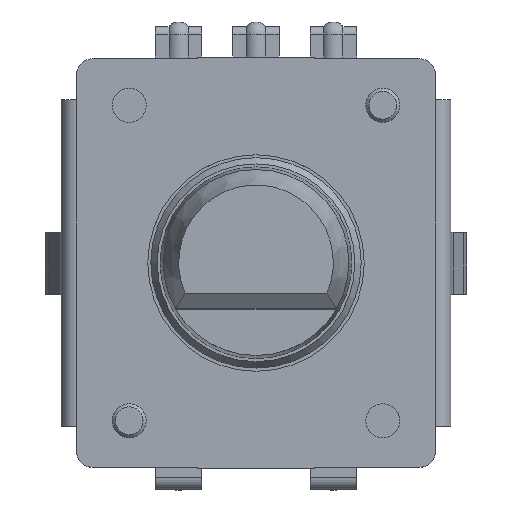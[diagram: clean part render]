
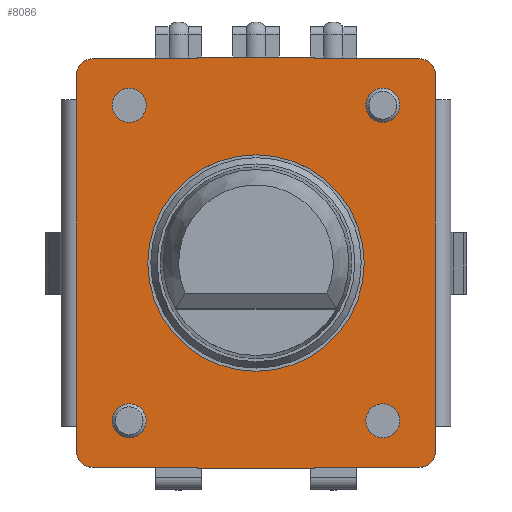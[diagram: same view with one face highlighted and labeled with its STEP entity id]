
A CAD part, top view. The second image highlights one B-rep face of the part: STEP entity #8086.
In plain terms, the highlighted planar face has unit normal (0, 0, 1).
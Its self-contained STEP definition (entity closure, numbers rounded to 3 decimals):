
#392=CIRCLE('',#10385,3.5);
#393=CIRCLE('',#10386,0.55);
#394=CIRCLE('',#10387,0.55);
#395=CIRCLE('',#10388,0.55);
#396=CIRCLE('',#10389,0.55);
#397=CIRCLE('',#10390,0.5);
#398=CIRCLE('',#10391,0.5);
#399=CIRCLE('',#10392,0.5);
#400=CIRCLE('',#10393,0.5);
#1726=ORIENTED_EDGE('',*,*,#3658,.F.);
#1727=ORIENTED_EDGE('',*,*,#3659,.T.);
#1728=ORIENTED_EDGE('',*,*,#3660,.T.);
#1729=ORIENTED_EDGE('',*,*,#3661,.T.);
#1730=ORIENTED_EDGE('',*,*,#3662,.T.);
#1731=ORIENTED_EDGE('',*,*,#3635,.T.);
#1732=ORIENTED_EDGE('',*,*,#3663,.T.);
#1733=ORIENTED_EDGE('',*,*,#3638,.T.);
#1734=ORIENTED_EDGE('',*,*,#3664,.T.);
#1735=ORIENTED_EDGE('',*,*,#3665,.T.);
#1736=ORIENTED_EDGE('',*,*,#3666,.T.);
#1737=ORIENTED_EDGE('',*,*,#3476,.T.);
#1738=ORIENTED_EDGE('',*,*,#3667,.T.);
#1739=ORIENTED_EDGE('',*,*,#3619,.T.);
#1740=ORIENTED_EDGE('',*,*,#3668,.T.);
#1741=ORIENTED_EDGE('',*,*,#3627,.T.);
#1742=ORIENTED_EDGE('',*,*,#3669,.T.);
#1743=ORIENTED_EDGE('',*,*,#3470,.T.);
#1744=ORIENTED_EDGE('',*,*,#3670,.T.);
#1745=ORIENTED_EDGE('',*,*,#3671,.T.);
#1746=ORIENTED_EDGE('',*,*,#3672,.T.);
#1747=ORIENTED_EDGE('',*,*,#3632,.T.);
#1748=ORIENTED_EDGE('',*,*,#3673,.T.);
#1749=ORIENTED_EDGE('',*,*,#3622,.T.);
#1750=ORIENTED_EDGE('',*,*,#3674,.T.);
#3470=EDGE_CURVE('',#4530,#4529,#5334,.T.);
#3476=EDGE_CURVE('',#4533,#4535,#5340,.T.);
#3619=EDGE_CURVE('',#4648,#4646,#5435,.T.);
#3622=EDGE_CURVE('',#4650,#4644,#5438,.T.);
#3627=EDGE_CURVE('',#4655,#4654,#5443,.T.);
#3632=EDGE_CURVE('',#4657,#4659,#5448,.T.);
#3635=EDGE_CURVE('',#4663,#4662,#5451,.T.);
#3638=EDGE_CURVE('',#4666,#4665,#5454,.T.);
#3658=EDGE_CURVE('',#4677,#4677,#392,.T.);
#3659=EDGE_CURVE('',#4678,#4678,#393,.T.);
#3660=EDGE_CURVE('',#4679,#4679,#394,.T.);
#3661=EDGE_CURVE('',#4680,#4680,#395,.T.);
#3662=EDGE_CURVE('',#4681,#4681,#396,.T.);
#3663=EDGE_CURVE('',#4662,#4666,#397,.T.);
#3664=EDGE_CURVE('',#4665,#4682,#5465,.T.);
#3665=EDGE_CURVE('',#4682,#4683,#5466,.T.);
#3666=EDGE_CURVE('',#4683,#4533,#5467,.T.);
#3667=EDGE_CURVE('',#4535,#4648,#398,.T.);
#3668=EDGE_CURVE('',#4646,#4655,#5468,.T.);
#3669=EDGE_CURVE('',#4654,#4530,#399,.T.);
#3670=EDGE_CURVE('',#4529,#4684,#5469,.T.);
#3671=EDGE_CURVE('',#4684,#4685,#5470,.T.);
#3672=EDGE_CURVE('',#4685,#4657,#5471,.T.);
#3673=EDGE_CURVE('',#4659,#4650,#400,.T.);
#3674=EDGE_CURVE('',#4644,#4663,#5472,.T.);
#4529=VERTEX_POINT('',#14294);
#4530=VERTEX_POINT('',#14296);
#4533=VERTEX_POINT('',#14303);
#4535=VERTEX_POINT('',#14307);
#4644=VERTEX_POINT('',#14573);
#4646=VERTEX_POINT('',#14579);
#4648=VERTEX_POINT('',#14585);
#4650=VERTEX_POINT('',#14591);
#4654=VERTEX_POINT('',#14600);
#4655=VERTEX_POINT('',#14602);
#4657=VERTEX_POINT('',#14607);
#4659=VERTEX_POINT('',#14611);
#4662=VERTEX_POINT('',#14618);
#4663=VERTEX_POINT('',#14620);
#4665=VERTEX_POINT('',#14625);
#4666=VERTEX_POINT('',#14627);
#4677=VERTEX_POINT('',#14660);
#4678=VERTEX_POINT('',#14662);
#4679=VERTEX_POINT('',#14664);
#4680=VERTEX_POINT('',#14666);
#4681=VERTEX_POINT('',#14668);
#4682=VERTEX_POINT('',#14671);
#4683=VERTEX_POINT('',#14673);
#4684=VERTEX_POINT('',#14679);
#4685=VERTEX_POINT('',#14681);
#5334=LINE('',#14295,#6156);
#5340=LINE('',#14308,#6162);
#5435=LINE('',#14584,#6257);
#5438=LINE('',#14590,#6260);
#5443=LINE('',#14601,#6265);
#5448=LINE('',#14612,#6270);
#5451=LINE('',#14619,#6273);
#5454=LINE('',#14626,#6276);
#5465=LINE('',#14670,#6287);
#5466=LINE('',#14672,#6288);
#5467=LINE('',#14674,#6289);
#5468=LINE('',#14676,#6290);
#5469=LINE('',#14678,#6291);
#5470=LINE('',#14680,#6292);
#5471=LINE('',#14682,#6293);
#5472=LINE('',#14684,#6294);
#6156=VECTOR('',#11536,1000.);
#6162=VECTOR('',#11544,1000.);
#6257=VECTOR('',#11777,1000.);
#6260=VECTOR('',#11782,1000.);
#6265=VECTOR('',#11789,1000.);
#6270=VECTOR('',#11796,1000.);
#6273=VECTOR('',#11801,1000.);
#6276=VECTOR('',#11806,1000.);
#6287=VECTOR('',#11851,1000.);
#6288=VECTOR('',#11852,1000.);
#6289=VECTOR('',#11853,1000.);
#6290=VECTOR('',#11856,1000.);
#6291=VECTOR('',#11859,1000.);
#6292=VECTOR('',#11860,1000.);
#6293=VECTOR('',#11861,1000.);
#6294=VECTOR('',#11864,1000.);
#6794=EDGE_LOOP('',(#1726));
#6795=EDGE_LOOP('',(#1727));
#6796=EDGE_LOOP('',(#1728));
#6797=EDGE_LOOP('',(#1729));
#6798=EDGE_LOOP('',(#1730));
#6799=EDGE_LOOP('',(#1731,#1732,#1733,#1734,#1735,#1736,#1737,#1738,#1739,
#1740,#1741,#1742,#1743,#1744,#1745,#1746,#1747,#1748,#1749,#1750));
#7295=FACE_BOUND('',#6794,.T.);
#7296=FACE_BOUND('',#6795,.T.);
#7297=FACE_BOUND('',#6796,.T.);
#7298=FACE_BOUND('',#6797,.T.);
#7299=FACE_BOUND('',#6798,.T.);
#7300=FACE_BOUND('',#6799,.T.);
#7744=PLANE('',#10384);
#8086=ADVANCED_FACE('',(#7295,#7296,#7297,#7298,#7299,#7300),#7744,.T.);
#10384=AXIS2_PLACEMENT_3D('',#14658,#11837,#11838);
#10385=AXIS2_PLACEMENT_3D('',#14659,#11839,#11840);
#10386=AXIS2_PLACEMENT_3D('',#14661,#11841,#11842);
#10387=AXIS2_PLACEMENT_3D('',#14663,#11843,#11844);
#10388=AXIS2_PLACEMENT_3D('',#14665,#11845,#11846);
#10389=AXIS2_PLACEMENT_3D('',#14667,#11847,#11848);
#10390=AXIS2_PLACEMENT_3D('',#14669,#11849,#11850);
#10391=AXIS2_PLACEMENT_3D('',#14675,#11854,#11855);
#10392=AXIS2_PLACEMENT_3D('',#14677,#11857,#11858);
#10393=AXIS2_PLACEMENT_3D('',#14683,#11862,#11863);
#11536=DIRECTION('',(1.,0.,0.));
#11544=DIRECTION('',(-1.,0.,0.));
#11777=DIRECTION('',(0.,-1.,0.));
#11782=DIRECTION('',(0.,1.,0.));
#11789=DIRECTION('',(0.,-1.,0.));
#11796=DIRECTION('',(1.,0.,0.));
#11801=DIRECTION('',(0.,1.,0.));
#11806=DIRECTION('',(-1.,0.,0.));
#11837=DIRECTION('',(0.,0.,1.));
#11838=DIRECTION('',(1.,0.,0.));
#11839=DIRECTION('',(0.,0.,1.));
#11840=DIRECTION('',(1.,0.,0.));
#11841=DIRECTION('',(0.,0.,-1.));
#11842=DIRECTION('',(1.,0.,0.));
#11843=DIRECTION('',(0.,0.,-1.));
#11844=DIRECTION('',(1.,0.,0.));
#11845=DIRECTION('',(0.,0.,-1.));
#11846=DIRECTION('',(1.,0.,0.));
#11847=DIRECTION('',(0.,0.,-1.));
#11848=DIRECTION('',(1.,0.,0.));
#11849=DIRECTION('',(0.,0.,1.));
#11850=DIRECTION('',(1.,0.,0.));
#11851=DIRECTION('',(0.,1.,0.));
#11852=DIRECTION('',(-1.,0.,0.));
#11853=DIRECTION('',(0.,-1.,0.));
#11854=DIRECTION('',(0.,0.,1.));
#11855=DIRECTION('',(1.,0.,0.));
#11856=DIRECTION('',(0.,-1.,0.));
#11857=DIRECTION('',(0.,0.,1.));
#11858=DIRECTION('',(1.,0.,0.));
#11859=DIRECTION('',(0.,-1.,0.));
#11860=DIRECTION('',(1.,0.,0.));
#11861=DIRECTION('',(0.,1.,0.));
#11862=DIRECTION('',(0.,0.,1.));
#11863=DIRECTION('',(1.,0.,0.));
#11864=DIRECTION('',(0.,1.,0.));
#14294=CARTESIAN_POINT('',(-1.9,-6.6,0.));
#14295=CARTESIAN_POINT('',(-5.8,-6.6,0.));
#14296=CARTESIAN_POINT('',(-5.3,-6.6,0.));
#14303=CARTESIAN_POINT('',(-1.9,6.6,0.));
#14307=CARTESIAN_POINT('',(-5.3,6.6,0.));
#14308=CARTESIAN_POINT('',(5.8,6.6,0.));
#14573=CARTESIAN_POINT('',(5.8,-5.275,0.));
#14579=CARTESIAN_POINT('',(-5.8,5.275,0.));
#14584=CARTESIAN_POINT('',(-5.8,6.6,0.));
#14585=CARTESIAN_POINT('',(-5.8,6.1,0.));
#14590=CARTESIAN_POINT('',(5.8,-6.6,0.));
#14591=CARTESIAN_POINT('',(5.8,-6.1,0.));
#14600=CARTESIAN_POINT('',(-5.8,-6.1,0.));
#14601=CARTESIAN_POINT('',(-5.8,6.6,0.));
#14602=CARTESIAN_POINT('',(-5.8,-5.275,0.));
#14607=CARTESIAN_POINT('',(1.9,-6.6,0.));
#14611=CARTESIAN_POINT('',(5.3,-6.6,0.));
#14612=CARTESIAN_POINT('',(-5.8,-6.6,0.));
#14618=CARTESIAN_POINT('',(5.8,6.1,0.));
#14619=CARTESIAN_POINT('',(5.8,-6.6,0.));
#14620=CARTESIAN_POINT('',(5.8,5.275,0.));
#14625=CARTESIAN_POINT('',(1.9,6.6,0.));
#14626=CARTESIAN_POINT('',(5.8,6.6,0.));
#14627=CARTESIAN_POINT('',(5.3,6.6,0.));
#14658=CARTESIAN_POINT('',(0.,0.,0.));
#14659=CARTESIAN_POINT('',(0.,0.,0.));
#14660=CARTESIAN_POINT('',(3.5,0.,0.));
#14661=CARTESIAN_POINT('',(-4.1,-5.1,0.));
#14662=CARTESIAN_POINT('',(-3.55,-5.1,0.));
#14663=CARTESIAN_POINT('',(4.1,-5.1,0.));
#14664=CARTESIAN_POINT('',(4.65,-5.1,0.));
#14665=CARTESIAN_POINT('',(4.1,5.1,0.));
#14666=CARTESIAN_POINT('',(4.65,5.1,0.));
#14667=CARTESIAN_POINT('',(-4.1,5.1,0.));
#14668=CARTESIAN_POINT('',(-3.55,5.1,0.));
#14669=CARTESIAN_POINT('',(5.3,6.1,0.));
#14670=CARTESIAN_POINT('',(1.9,6.6,0.));
#14671=CARTESIAN_POINT('',(1.9,6.65,0.));
#14672=CARTESIAN_POINT('',(1.9,6.65,0.));
#14673=CARTESIAN_POINT('',(-1.9,6.65,0.));
#14674=CARTESIAN_POINT('',(-1.9,6.65,0.));
#14675=CARTESIAN_POINT('',(-5.3,6.1,0.));
#14676=CARTESIAN_POINT('',(-5.8,5.275,0.));
#14677=CARTESIAN_POINT('',(-5.3,-6.1,0.));
#14678=CARTESIAN_POINT('',(-1.9,-6.6,0.));
#14679=CARTESIAN_POINT('',(-1.9,-6.65,0.));
#14680=CARTESIAN_POINT('',(-1.9,-6.65,0.));
#14681=CARTESIAN_POINT('',(1.9,-6.65,0.));
#14682=CARTESIAN_POINT('',(1.9,-6.65,0.));
#14683=CARTESIAN_POINT('',(5.3,-6.1,0.));
#14684=CARTESIAN_POINT('',(5.8,-5.275,0.));
